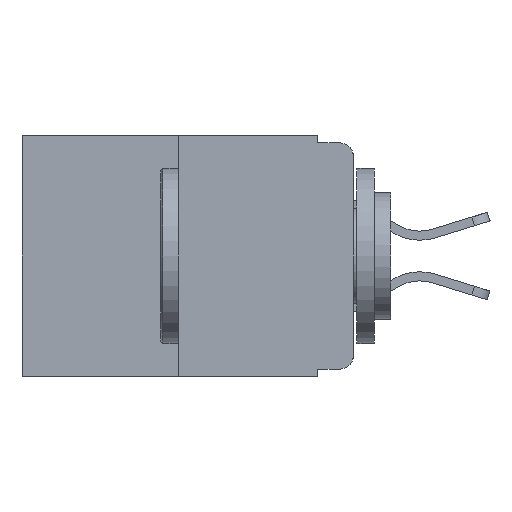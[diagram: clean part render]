
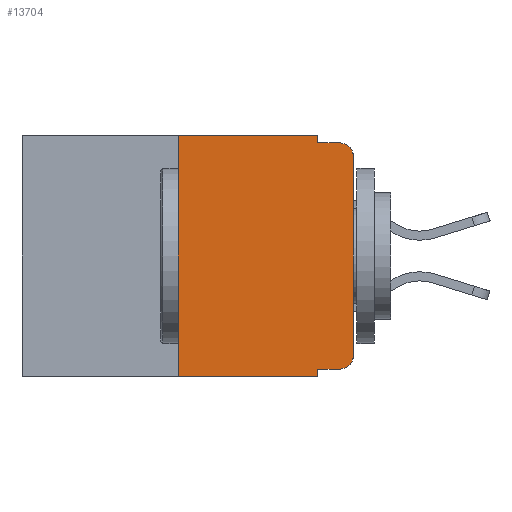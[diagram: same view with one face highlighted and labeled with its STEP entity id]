
A CAD part, left-side view. The second image highlights one B-rep face of the part: STEP entity #13704.
In plain terms, the highlighted planar face has unit normal (-1, 0, 0).
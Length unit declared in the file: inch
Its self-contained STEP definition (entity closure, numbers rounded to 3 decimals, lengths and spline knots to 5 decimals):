
#325 = DIRECTION ( 'NONE',  ( -1., 0., 0. ) ) ;
#1127 = CARTESIAN_POINT ( 'NONE',  ( 0., 0.473, 0. ) ) ;
#1130 = CARTESIAN_POINT ( 'NONE',  ( 0., 0.02, -0.01 ) ) ;
#1166 = LINE ( 'NONE', #11043, #4574 ) ;
#1614 = EDGE_CURVE ( 'NONE', #10530, #3403, #6311, .T. ) ;
#1767 = DIRECTION ( 'NONE',  ( 0., 0., -1. ) ) ;
#1960 = AXIS2_PLACEMENT_3D ( 'NONE', #1127, #8773, #2279 ) ;
#1986 = FACE_OUTER_BOUND ( 'NONE', #3573, .T. ) ;
#2279 = DIRECTION ( 'NONE',  ( 0., 0., -1. ) ) ;
#2431 = VERTEX_POINT ( 'NONE', #11873 ) ;
#2618 = ORIENTED_EDGE ( 'NONE', *, *, #8744, .T. ) ;
#2761 = VECTOR ( 'NONE', #4699, 39.37008 ) ;
#2908 = CARTESIAN_POINT ( 'NONE',  ( 0., 0.051, -0.333 ) ) ;
#3046 = VECTOR ( 'NONE', #3182, 39.37008 ) ;
#3182 = DIRECTION ( 'NONE',  ( 0., -1., 0. ) ) ;
#3403 = VERTEX_POINT ( 'NONE', #3663 ) ;
#3573 = EDGE_LOOP ( 'NONE', ( #9503, #12066, #4250, #4597, #7431, #10130, #7764, #10748, #2618, #11037 ) ) ;
#3663 = CARTESIAN_POINT ( 'NONE',  ( 0., 0.051, -0.343 ) ) ;
#3946 = CARTESIAN_POINT ( 'NONE',  ( 0., 0.051, -0.333 ) ) ;
#3992 = CIRCLE ( 'NONE', #4151, 0.02 ) ;
#4151 = AXIS2_PLACEMENT_3D ( 'NONE', #11206, #5076, #12175 ) ;
#4250 = ORIENTED_EDGE ( 'NONE', *, *, #11360, .F. ) ;
#4574 = VECTOR ( 'NONE', #11996, 39.37008 ) ;
#4597 = ORIENTED_EDGE ( 'NONE', *, *, #10754, .F. ) ;
#4699 = DIRECTION ( 'NONE',  ( 0., -1., 0. ) ) ;
#4962 = VECTOR ( 'NONE', #6105, 39.37008 ) ;
#5037 = LINE ( 'NONE', #10609, #8189 ) ;
#5076 = DIRECTION ( 'NONE',  ( -1., 0., 0. ) ) ;
#5119 = CARTESIAN_POINT ( 'NONE',  ( 0., 0.473, -0.343 ) ) ;
#5218 = VERTEX_POINT ( 'NONE', #3946 ) ;
#5514 = DIRECTION ( 'NONE',  ( 0., -1., 0. ) ) ;
#5725 = CIRCLE ( 'NONE', #12376, 0.02 ) ;
#5729 = CARTESIAN_POINT ( 'NONE',  ( 0., 0.051, -0.01 ) ) ;
#5765 = VERTEX_POINT ( 'NONE', #10513 ) ;
#5767 = VERTEX_POINT ( 'NONE', #11458 ) ;
#6069 = DIRECTION ( 'NONE',  ( 0., 0., 1. ) ) ;
#6105 = DIRECTION ( 'NONE',  ( 0., 0., 1. ) ) ;
#6267 = VERTEX_POINT ( 'NONE', #11362 ) ;
#6304 = VECTOR ( 'NONE', #1767, 39.37008 ) ;
#6311 = LINE ( 'NONE', #5119, #3046 ) ;
#6877 = VECTOR ( 'NONE', #6069, 39.37008 ) ;
#7090 = CARTESIAN_POINT ( 'NONE',  ( 0., 0.02, -0.03 ) ) ;
#7300 = CARTESIAN_POINT ( 'NONE',  ( 0., 0.051, 0. ) ) ;
#7431 = ORIENTED_EDGE ( 'NONE', *, *, #11939, .F. ) ;
#7755 = PLANE ( 'NONE',  #1960 ) ;
#7764 = ORIENTED_EDGE ( 'NONE', *, *, #1614, .T. ) ;
#7800 = LINE ( 'NONE', #13103, #4962 ) ;
#7988 = LINE ( 'NONE', #2908, #10332 ) ;
#8066 = EDGE_CURVE ( 'NONE', #8360, #5767, #3992, .T. ) ;
#8131 = DIRECTION ( 'NONE',  ( 0., 0., -1. ) ) ;
#8189 = VECTOR ( 'NONE', #5514, 39.37008 ) ;
#8360 = VERTEX_POINT ( 'NONE', #9674 ) ;
#8744 = EDGE_CURVE ( 'NONE', #5218, #8360, #7988, .T. ) ;
#8773 = DIRECTION ( 'NONE',  ( 1., 0., 0. ) ) ;
#8851 = CARTESIAN_POINT ( 'NONE',  ( 0., 0.25, -0.343 ) ) ;
#9074 = LINE ( 'NONE', #7300, #6304 ) ;
#9183 = CARTESIAN_POINT ( 'NONE',  ( 0., 0., 0. ) ) ;
#9412 = EDGE_CURVE ( 'NONE', #5218, #3403, #9074, .T. ) ;
#9503 = ORIENTED_EDGE ( 'NONE', *, *, #13289, .T. ) ;
#9674 = CARTESIAN_POINT ( 'NONE',  ( 0., 0.02, -0.333 ) ) ;
#9700 = VERTEX_POINT ( 'NONE', #1130 ) ;
#9841 = CARTESIAN_POINT ( 'NONE',  ( 0., 0.051, -0.01 ) ) ;
#10095 = EDGE_CURVE ( 'NONE', #10530, #2431, #7800, .T. ) ;
#10130 = ORIENTED_EDGE ( 'NONE', *, *, #10095, .F. ) ;
#10332 = VECTOR ( 'NONE', #11274, 39.37008 ) ;
#10513 = CARTESIAN_POINT ( 'NONE',  ( 0., 0., -0.03 ) ) ;
#10530 = VERTEX_POINT ( 'NONE', #8851 ) ;
#10609 = CARTESIAN_POINT ( 'NONE',  ( 0., 0.473, 0. ) ) ;
#10748 = ORIENTED_EDGE ( 'NONE', *, *, #9412, .F. ) ;
#10754 = EDGE_CURVE ( 'NONE', #6267, #12064, #1166, .T. ) ;
#10869 = LINE ( 'NONE', #5729, #2761 ) ;
#11037 = ORIENTED_EDGE ( 'NONE', *, *, #8066, .T. ) ;
#11043 = CARTESIAN_POINT ( 'NONE',  ( 0., 0.051, 0. ) ) ;
#11206 = CARTESIAN_POINT ( 'NONE',  ( 0., 0.02, -0.313 ) ) ;
#11274 = DIRECTION ( 'NONE',  ( 0., -1., 0. ) ) ;
#11360 = EDGE_CURVE ( 'NONE', #12064, #9700, #10869, .T. ) ;
#11362 = CARTESIAN_POINT ( 'NONE',  ( 0., 0.051, 0. ) ) ;
#11458 = CARTESIAN_POINT ( 'NONE',  ( 0., 0., -0.313 ) ) ;
#11873 = CARTESIAN_POINT ( 'NONE',  ( 0., 0.25, 0. ) ) ;
#11939 = EDGE_CURVE ( 'NONE', #2431, #6267, #5037, .T. ) ;
#11996 = DIRECTION ( 'NONE',  ( 0., 0., -1. ) ) ;
#12064 = VERTEX_POINT ( 'NONE', #9841 ) ;
#12066 = ORIENTED_EDGE ( 'NONE', *, *, #12665, .T. ) ;
#12175 = DIRECTION ( 'NONE',  ( 0., 0., -1. ) ) ;
#12376 = AXIS2_PLACEMENT_3D ( 'NONE', #7090, #325, #8131 ) ;
#12469 = LINE ( 'NONE', #9183, #6877 ) ;
#12665 = EDGE_CURVE ( 'NONE', #5765, #9700, #5725, .T. ) ;
#13103 = CARTESIAN_POINT ( 'NONE',  ( 0., 0.25, 0. ) ) ;
#13289 = EDGE_CURVE ( 'NONE', #5767, #5765, #12469, .T. ) ;
#13704 = ADVANCED_FACE ( 'NONE', ( #1986 ), #7755, .F. ) ;
